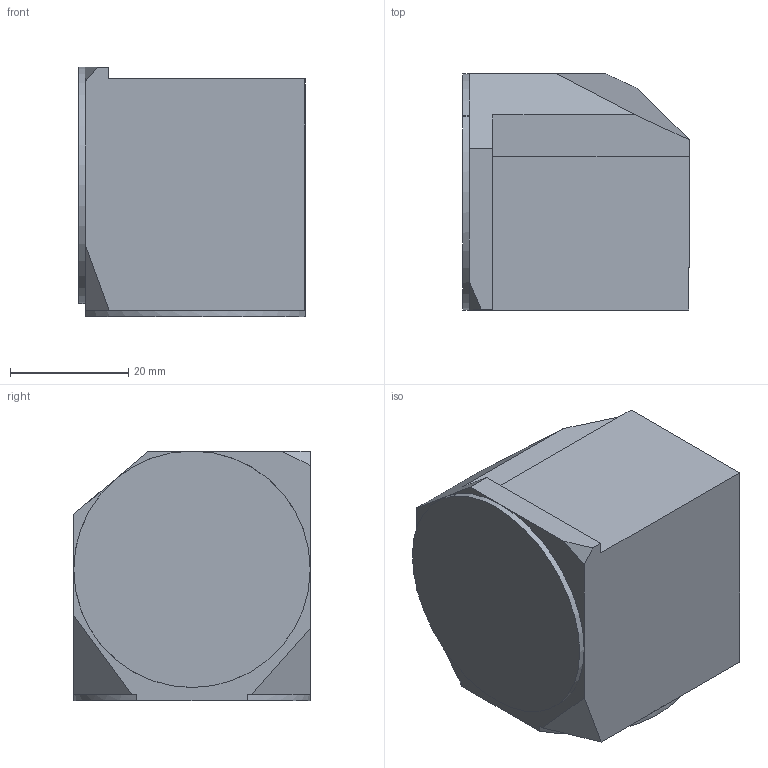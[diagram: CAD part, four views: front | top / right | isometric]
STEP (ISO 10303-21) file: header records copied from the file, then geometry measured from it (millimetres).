
FILE_DESCRIPTION(/* description */ (''),/* implementation_level */ '2;1');
FILE_NAME(/* name */ '1718705194218.stp',/* time_stamp */ '2024-06-18T12:06:40+02:00',/* author */ (''),/* organization */ ('SMS'),/* preprocessor_version */ 'ST-DEVELOPER v16.7',/* originating_system */ 'SIEMENS PLM Software NX 12.0',/* authorisation */ '');
FILE_SCHEMA (('AUTOMOTIVE_DESIGN { 1 0 10303 214 3 1 1 1 }'));
Length unit declared in the file: millimetre
Products named in the file (1): 205370140mod000_00
Bounding box: 38.29 x 40 x 42.27 mm (x, y, z)
Volume: 55804.1 mm3; surface area: 8683 mm2
Topology: 1 solids, 1 shells, 28 faces, 72 edges, 50 vertices
Faces by surface type: plane 25, cylinder 3
Entity records: 922 total; most frequent: CARTESIAN_POINT 155, DIRECTION 150, ORIENTED_EDGE 144, EDGE_CURVE 72, LINE 60, VECTOR 60, VERTEX_POINT 46, AXIS2_PLACEMENT_3D 45
